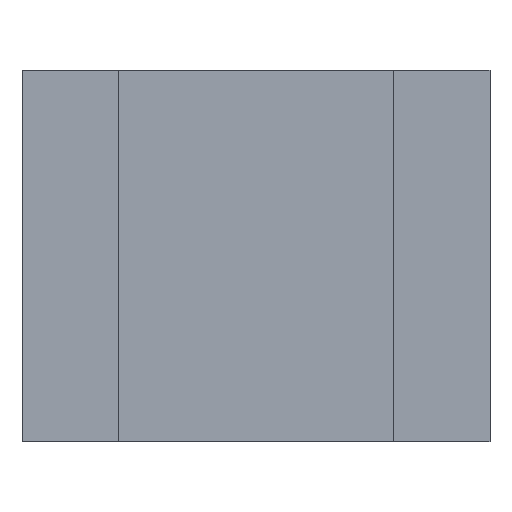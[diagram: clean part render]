
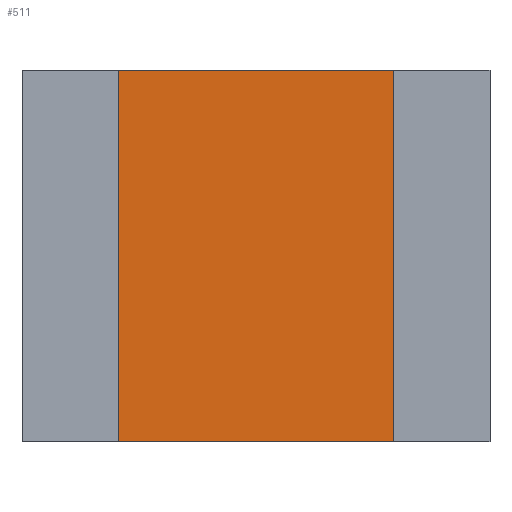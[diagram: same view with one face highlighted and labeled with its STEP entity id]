
A CAD part, top view. The second image highlights one B-rep face of the part: STEP entity #511.
In plain terms, the highlighted planar face has unit normal (0, 0, 1).
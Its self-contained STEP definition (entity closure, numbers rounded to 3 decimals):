
#381=CARTESIAN_POINT('',(-1.0,-1.35,0.7));
#382=VERTEX_POINT('',#381);
#383=CARTESIAN_POINT('',(-1.,1.35,0.7));
#384=VERTEX_POINT('',#383);
#385=CARTESIAN_POINT('',(-1.0,-1.35,0.7));
#386=DIRECTION('',(0.0,1.0,0.0));
#387=VECTOR('',#386,2.7);
#388=LINE('',#385,#387);
#389=EDGE_CURVE('',#382,#384,#388,.T.);
#421=CARTESIAN_POINT('',(1.0,1.35,0.7));
#422=VERTEX_POINT('',#421);
#423=CARTESIAN_POINT('',(-1.,1.35,0.7));
#424=DIRECTION('',(1.0,0.0,0.0));
#425=VECTOR('',#424,2.0);
#426=LINE('',#423,#425);
#427=EDGE_CURVE('',#384,#422,#426,.T.);
#452=CARTESIAN_POINT('',(1.0,-1.35,0.7));
#453=VERTEX_POINT('',#452);
#454=CARTESIAN_POINT('',(1.0,1.35,0.7));
#455=DIRECTION('',(0.0,-1.0,0.0));
#456=VECTOR('',#455,2.7);
#457=LINE('',#454,#456);
#458=EDGE_CURVE('',#422,#453,#457,.T.);
#483=CARTESIAN_POINT('',(1.0,-1.35,0.7));
#484=DIRECTION('',(-1.0,0.0,0.0));
#485=VECTOR('',#484,2.0);
#486=LINE('',#483,#485);
#487=EDGE_CURVE('',#453,#382,#486,.T.);
#500=CARTESIAN_POINT('',(0.0,0.0,0.7));
#501=DIRECTION('',(0.0,0.0,1.0));
#502=DIRECTION('',(1.0,0.0,0.0));
#503=AXIS2_PLACEMENT_3D('',#500,#501,#502);
#504=PLANE('',#503);
#505=ORIENTED_EDGE('',*,*,#389,.F.);
#506=ORIENTED_EDGE('',*,*,#487,.F.);
#507=ORIENTED_EDGE('',*,*,#458,.F.);
#508=ORIENTED_EDGE('',*,*,#427,.F.);
#509=EDGE_LOOP('',(#505,#506,#507,#508));
#510=FACE_OUTER_BOUND('',#509,.T.);
#511=ADVANCED_FACE('',(#510),#504,.T.);
